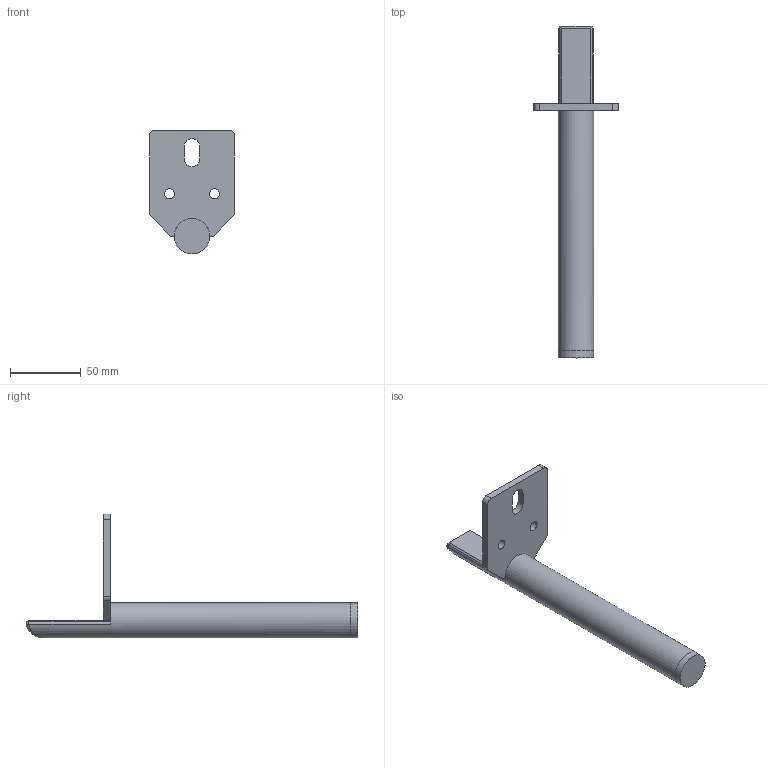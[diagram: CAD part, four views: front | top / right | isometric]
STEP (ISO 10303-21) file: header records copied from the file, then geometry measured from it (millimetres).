
FILE_DESCRIPTION(/* description */ (''),/* implementation_level */ '2;1');
FILE_NAME(/* name */ 'NM-RONDA-180.stp',/* time_stamp */ '2022-12-07T12:40:28+01:00',/* author */ ('tomaszw'),/* organization */ (''),/* preprocessor_version */ 'ST-DEVELOPER v19.2',/* originating_system */ 'Autodesk Inventor 2023',/* authorisation */ '');
FILE_SCHEMA (('AUTOMOTIVE_DESIGN { 1 0 10303 214 3 1 1 }'));
Length unit declared in the file: millimetre
Products named in the file (1): NM-RONDA-180-20M
Bounding box: 60 x 234.67 x 87.5 mm (x, y, z)
Volume: 53700.2 mm3; surface area: 43614.8 mm2
Topology: 3 solids, 4 shells, 48 faces, 109 edges, 68 vertices
Faces by surface type: plane 25, cylinder 19, sphere 2, bspline 2
Full cylindrical faces by diameter (mm): 7 x2, 21 x2, 25 x2
Entity records: 1567 total; most frequent: CARTESIAN_POINT 414, DIRECTION 237, ORIENTED_EDGE 214, EDGE_CURVE 107, AXIS2_PLACEMENT_3D 87, VERTEX_POINT 68, LINE 63, VECTOR 63
